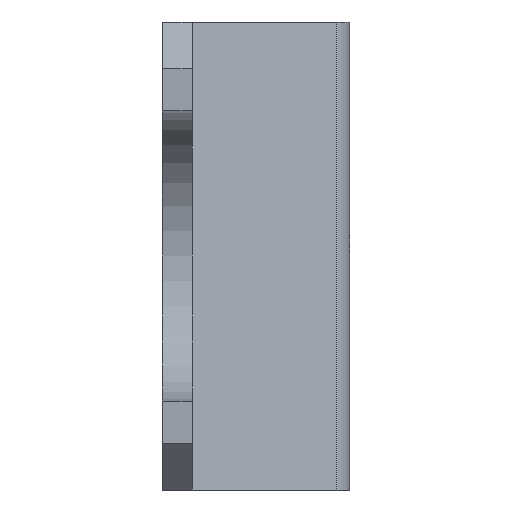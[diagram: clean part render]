
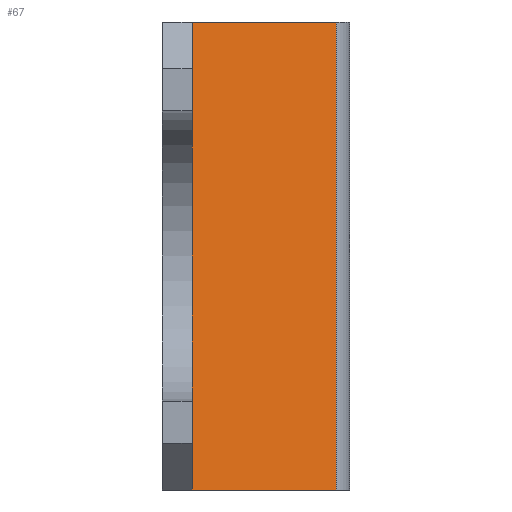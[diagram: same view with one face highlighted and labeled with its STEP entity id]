
A CAD part, left-side view. The second image highlights one B-rep face of the part: STEP entity #67.
In plain terms, the highlighted planar face has unit normal (-0.83, -0.558, 0).
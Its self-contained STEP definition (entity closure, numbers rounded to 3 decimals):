
#44 = EDGE_CURVE ( 'NONE', #45, #283, #353, .T. ) ;
#45 = VERTEX_POINT ( 'NONE', #349 ) ;
#67 = ADVANCED_FACE ( 'NONE', ( #314 ), #313, .F. ) ;
#68 = EDGE_LOOP ( 'NONE', ( #69, #72, #265, #267 ) ) ;
#69 = ORIENTED_EDGE ( 'NONE', *, *, #70, .T. ) ;
#70 = EDGE_CURVE ( 'NONE', #283, #71, #308, .T. ) ;
#71 = VERTEX_POINT ( 'NONE', #304 ) ;
#72 = ORIENTED_EDGE ( 'NONE', *, *, #73, .F. ) ;
#73 = EDGE_CURVE ( 'NONE', #74, #71, #303, .T. ) ;
#74 = VERTEX_POINT ( 'NONE', #299 ) ;
#265 = ORIENTED_EDGE ( 'NONE', *, *, #266, .F. ) ;
#266 = EDGE_CURVE ( 'NONE', #45, #74, #656, .T. ) ;
#267 = ORIENTED_EDGE ( 'NONE', *, *, #44, .T. ) ;
#283 = VERTEX_POINT ( 'NONE', #772 ) ;
#299 = CARTESIAN_POINT ( 'NONE',  ( -16.156, -0.185, 25. ) ) ;
#300 = DIRECTION ( 'NONE',  ( 0., 0., -1. ) ) ;
#301 = VECTOR ( 'NONE', #300, 1000. ) ;
#302 = CARTESIAN_POINT ( 'NONE',  ( -16.156, -0.185, 25. ) ) ;
#303 = LINE ( 'NONE', #302, #301 ) ;
#304 = CARTESIAN_POINT ( 'NONE',  ( -16.156, -0.185, -25. ) ) ;
#305 = DIRECTION ( 'NONE',  ( 0.558, -0.83, 0. ) ) ;
#306 = VECTOR ( 'NONE', #305, 1000. ) ;
#307 = CARTESIAN_POINT ( 'NONE',  ( -26.5, 15.2, -25. ) ) ;
#308 = LINE ( 'NONE', #307, #306 ) ;
#309 = DIRECTION ( 'NONE',  ( -0.558, 0.83, 0. ) ) ;
#310 = DIRECTION ( 'NONE',  ( 0.83, 0.558, 0. ) ) ;
#311 = CARTESIAN_POINT ( 'NONE',  ( -26.5, 15.2, 25. ) ) ;
#312 = AXIS2_PLACEMENT_3D ( 'NONE', #311, #310, #309 ) ;
#313 = PLANE ( 'NONE',  #312 ) ;
#314 = FACE_OUTER_BOUND ( 'NONE', #68, .T. ) ;
#349 = CARTESIAN_POINT ( 'NONE',  ( -26.5, 15.2, 25. ) ) ;
#350 = DIRECTION ( 'NONE',  ( 0., 0., -1. ) ) ;
#351 = VECTOR ( 'NONE', #350, 1000. ) ;
#352 = CARTESIAN_POINT ( 'NONE',  ( -26.5, 15.2, 25. ) ) ;
#353 = LINE ( 'NONE', #352, #351 ) ;
#653 = DIRECTION ( 'NONE',  ( 0.558, -0.83, 0. ) ) ;
#654 = VECTOR ( 'NONE', #653, 1000. ) ;
#655 = CARTESIAN_POINT ( 'NONE',  ( -26.5, 15.2, 25. ) ) ;
#656 = LINE ( 'NONE', #655, #654 ) ;
#772 = CARTESIAN_POINT ( 'NONE',  ( -26.5, 15.2, -25. ) ) ;
